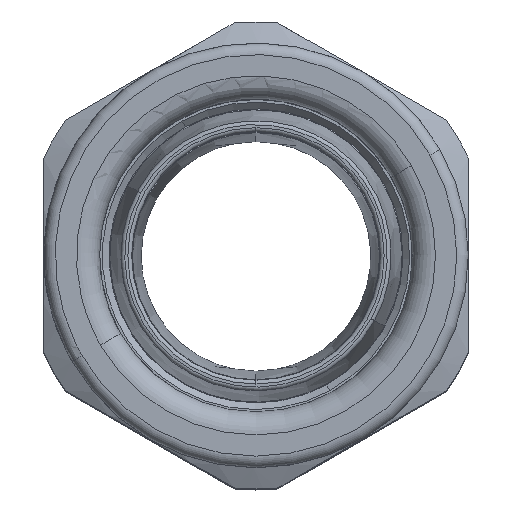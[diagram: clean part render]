
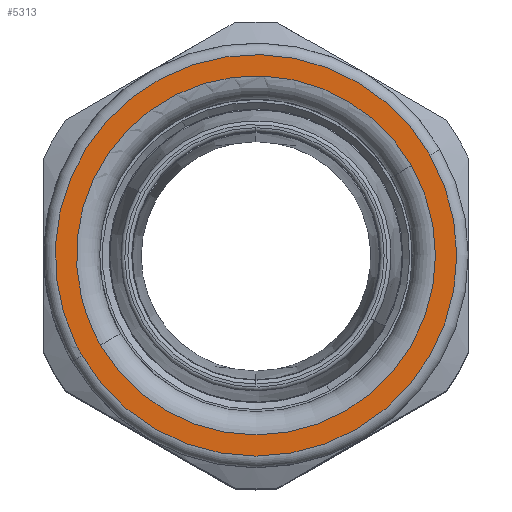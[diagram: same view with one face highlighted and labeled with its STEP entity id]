
A CAD part, top view. The second image highlights one B-rep face of the part: STEP entity #5313.
In plain terms, the highlighted planar face has unit normal (0, 0, 1).
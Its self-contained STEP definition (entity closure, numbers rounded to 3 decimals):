
#5186=AXIS2_PLACEMENT_3D('Circle Axis2P3D',#5184,#5185,$) ;
#5203=AXIS2_PLACEMENT_3D('Circle Axis2P3D',#5201,#5202,$) ;
#5210=AXIS2_PLACEMENT_3D('Circle Axis2P3D',#5208,#5209,$) ;
#5280=AXIS2_PLACEMENT_3D('Plane Axis2P3D',#5277,#5278,#5279) ;
#5289=AXIS2_PLACEMENT_3D('Circle Axis2P3D',#5287,#5288,$) ;
#5298=AXIS2_PLACEMENT_3D('Circle Axis2P3D',#5296,#5297,$) ;
#5305=AXIS2_PLACEMENT_3D('Circle Axis2P3D',#5303,#5304,$) ;
#5174=CARTESIAN_POINT('Vertex',(4.983,17.25,103.4)) ;
#5181=CARTESIAN_POINT('Vertex',(50.017,43.25,103.4)) ;
#5184=CARTESIAN_POINT('Axis2P3D Location',(27.5,30.25,103.4)) ;
#5201=CARTESIAN_POINT('Axis2P3D Location',(27.5,30.25,103.4)) ;
#5205=CARTESIAN_POINT('Vertex',(4.212,18.688,103.4)) ;
#5208=CARTESIAN_POINT('Axis2P3D Location',(27.5,30.25,103.4)) ;
#5277=CARTESIAN_POINT('Axis2P3D Location',(27.5,30.25,103.4)) ;
#5287=CARTESIAN_POINT('Axis2P3D Location',(27.5,30.25,103.4)) ;
#5291=CARTESIAN_POINT('Vertex',(4.892,24.823,103.4)) ;
#5293=CARTESIAN_POINT('Vertex',(7.365,18.625,103.4)) ;
#5296=CARTESIAN_POINT('Axis2P3D Location',(27.5,30.25,103.4)) ;
#5300=CARTESIAN_POINT('Vertex',(47.635,41.875,103.4)) ;
#5303=CARTESIAN_POINT('Axis2P3D Location',(27.5,30.25,103.4)) ;
#5185=DIRECTION('Axis2P3D Direction',(0.,0.,1.)) ;
#5202=DIRECTION('Axis2P3D Direction',(0.,0.,1.)) ;
#5209=DIRECTION('Axis2P3D Direction',(0.,0.,1.)) ;
#5278=DIRECTION('Axis2P3D Direction',(0.,0.,1.)) ;
#5279=DIRECTION('Axis2P3D XDirection',(-0.866,-0.5,0.)) ;
#5288=DIRECTION('Axis2P3D Direction',(0.,0.,1.)) ;
#5297=DIRECTION('Axis2P3D Direction',(0.,0.,1.)) ;
#5304=DIRECTION('Axis2P3D Direction',(0.,0.,1.)) ;
#5283=ORIENTED_EDGE('',*,*,#5212,.T.) ;
#5284=ORIENTED_EDGE('',*,*,#5207,.T.) ;
#5285=ORIENTED_EDGE('',*,*,#5188,.T.) ;
#5309=ORIENTED_EDGE('',*,*,#5295,.F.) ;
#5310=ORIENTED_EDGE('',*,*,#5302,.F.) ;
#5311=ORIENTED_EDGE('',*,*,#5307,.F.) ;
#5312=FACE_BOUND('',#5308,.T.) ;
#5313=ADVANCED_FACE('PartBody',(#5286,#5312),#5281,.T.) ;
#5187=CIRCLE('generated circle',#5186,26.) ;
#5204=CIRCLE('generated circle',#5203,26.) ;
#5211=CIRCLE('generated circle',#5210,26.) ;
#5290=CIRCLE('generated circle',#5289,23.25) ;
#5299=CIRCLE('generated circle',#5298,23.25) ;
#5306=CIRCLE('generated circle',#5305,23.25) ;
#5188=EDGE_CURVE('',#5175,#5182,#5187,.T.) ;
#5207=EDGE_CURVE('',#5206,#5175,#5204,.T.) ;
#5212=EDGE_CURVE('',#5182,#5206,#5211,.T.) ;
#5295=EDGE_CURVE('',#5292,#5294,#5290,.T.) ;
#5302=EDGE_CURVE('',#5301,#5292,#5299,.T.) ;
#5307=EDGE_CURVE('',#5294,#5301,#5306,.T.) ;
#5282=EDGE_LOOP('',(#5283,#5284,#5285)) ;
#5308=EDGE_LOOP('',(#5309,#5310,#5311)) ;
#5286=FACE_OUTER_BOUND('',#5282,.T.) ;
#5281=PLANE('',#5280) ;
#5175=VERTEX_POINT('',#5174) ;
#5182=VERTEX_POINT('',#5181) ;
#5206=VERTEX_POINT('',#5205) ;
#5292=VERTEX_POINT('',#5291) ;
#5294=VERTEX_POINT('',#5293) ;
#5301=VERTEX_POINT('',#5300) ;
